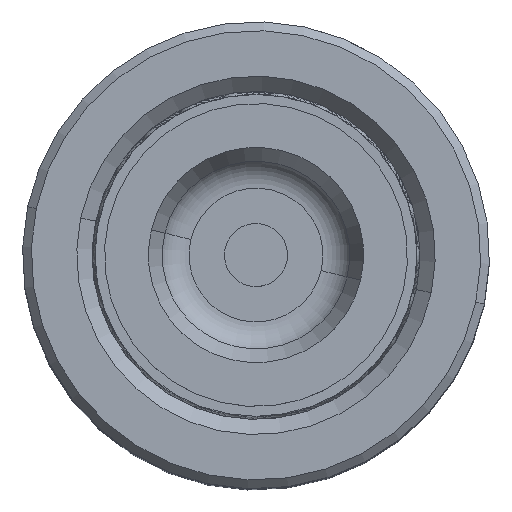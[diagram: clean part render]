
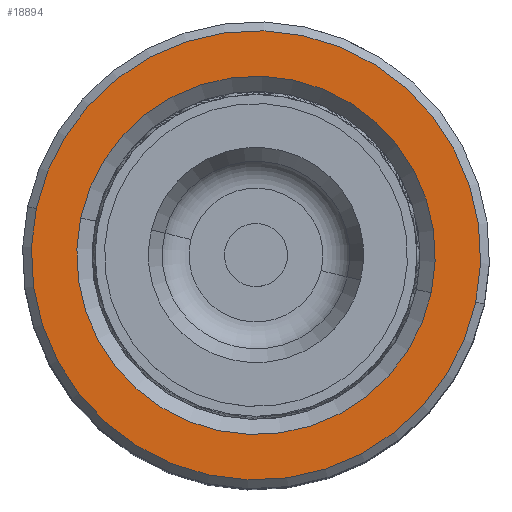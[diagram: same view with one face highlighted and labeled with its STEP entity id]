
A CAD part, top view. The second image highlights one B-rep face of the part: STEP entity #18894.
In plain terms, the highlighted planar face has unit normal (0, 0, 1).
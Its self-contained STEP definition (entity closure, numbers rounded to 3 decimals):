
#279 = DIRECTION ( 'NONE',  ( 0., 0., -1. ) ) ;
#585 = DIRECTION ( 'NONE',  ( 0., 0., 1. ) ) ;
#1992 = ORIENTED_EDGE ( 'NONE', *, *, #17688, .T. ) ;
#2354 = CARTESIAN_POINT ( 'NONE',  ( 0., 0., 60. ) ) ;
#2435 = AXIS2_PLACEMENT_3D ( 'NONE', #17791, #585, #20641 ) ;
#3475 = CARTESIAN_POINT ( 'NONE',  ( -17.8, 0., 60. ) ) ;
#4196 = CARTESIAN_POINT ( 'NONE',  ( 17.8, 0., 60. ) ) ;
#4786 = CIRCLE ( 'NONE', #2435, 17.8 ) ;
#5612 = CARTESIAN_POINT ( 'NONE',  ( 0., 0., 60. ) ) ;
#6228 = CIRCLE ( 'NONE', #28724, 14.2 ) ;
#6569 = VERTEX_POINT ( 'NONE', #20626 ) ;
#7377 = DIRECTION ( 'NONE',  ( 0., 0., 1. ) ) ;
#8978 = DIRECTION ( 'NONE',  ( 1., 0., 0. ) ) ;
#9838 = AXIS2_PLACEMENT_3D ( 'NONE', #19010, #7377, #15878 ) ;
#9948 = CIRCLE ( 'NONE', #15500, 14.2 ) ;
#10277 = PLANE ( 'NONE',  #9838 ) ;
#10851 = FACE_BOUND ( 'NONE', #34023, .T. ) ;
#11081 = DIRECTION ( 'NONE',  ( 1., 0., 0. ) ) ;
#13890 = DIRECTION ( 'NONE',  ( 0., 0., 1. ) ) ;
#15500 = AXIS2_PLACEMENT_3D ( 'NONE', #2354, #27888, #11081 ) ;
#15878 = DIRECTION ( 'NONE',  ( 1., 0., 0. ) ) ;
#16352 = CARTESIAN_POINT ( 'NONE',  ( 14.2, 0., 60. ) ) ;
#17354 = CARTESIAN_POINT ( 'NONE',  ( 0., 0., 60. ) ) ;
#17688 = EDGE_CURVE ( 'NONE', #33203, #27134, #24250, .T. ) ;
#17791 = CARTESIAN_POINT ( 'NONE',  ( 0., 0., 60. ) ) ;
#18894 = ADVANCED_FACE ( 'NONE', ( #35768, #10851 ), #10277, .T. ) ;
#19010 = CARTESIAN_POINT ( 'NONE',  ( 0., 0., 60. ) ) ;
#20626 = CARTESIAN_POINT ( 'NONE',  ( -14.2, 0., 60. ) ) ;
#20641 = DIRECTION ( 'NONE',  ( 1., 0., 0. ) ) ;
#23297 = EDGE_CURVE ( 'NONE', #36119, #6569, #6228, .T. ) ;
#24093 = EDGE_LOOP ( 'NONE', ( #34182, #1992 ) ) ;
#24250 = CIRCLE ( 'NONE', #30576, 17.8 ) ;
#27134 = VERTEX_POINT ( 'NONE', #3475 ) ;
#27888 = DIRECTION ( 'NONE',  ( 0., 0., -1. ) ) ;
#28206 = DIRECTION ( 'NONE',  ( 1., 0., 0. ) ) ;
#28724 = AXIS2_PLACEMENT_3D ( 'NONE', #17354, #279, #8978 ) ;
#29050 = EDGE_CURVE ( 'NONE', #27134, #33203, #4786, .T. ) ;
#30576 = AXIS2_PLACEMENT_3D ( 'NONE', #5612, #13890, #28206 ) ;
#32275 = ORIENTED_EDGE ( 'NONE', *, *, #23297, .T. ) ;
#33203 = VERTEX_POINT ( 'NONE', #4196 ) ;
#34023 = EDGE_LOOP ( 'NONE', ( #32275, #36391 ) ) ;
#34182 = ORIENTED_EDGE ( 'NONE', *, *, #29050, .T. ) ;
#35768 = FACE_OUTER_BOUND ( 'NONE', #24093, .T. ) ;
#36119 = VERTEX_POINT ( 'NONE', #16352 ) ;
#36391 = ORIENTED_EDGE ( 'NONE', *, *, #36558, .T. ) ;
#36558 = EDGE_CURVE ( 'NONE', #6569, #36119, #9948, .T. ) ;
